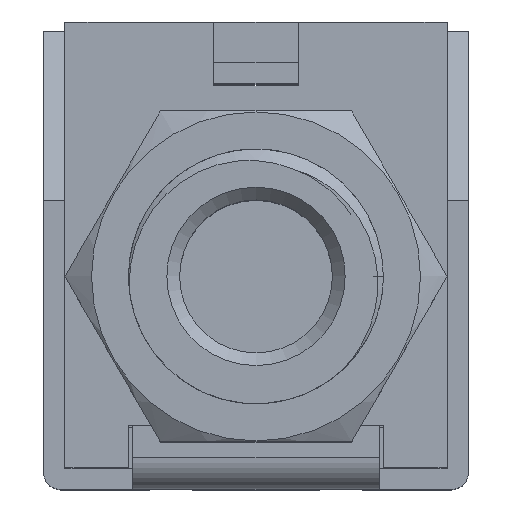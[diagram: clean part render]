
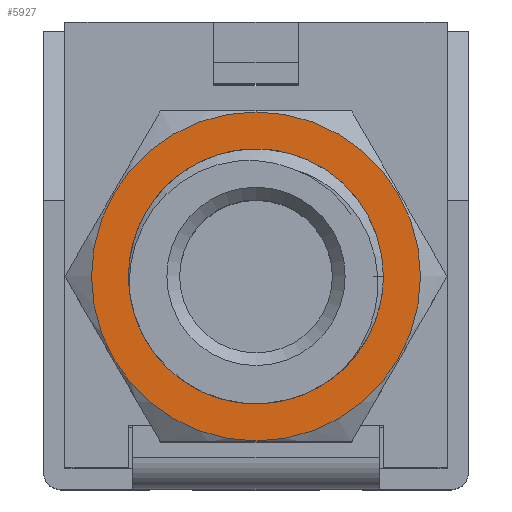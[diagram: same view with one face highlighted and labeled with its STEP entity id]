
A CAD part, top view. The second image highlights one B-rep face of the part: STEP entity #5927.
In plain terms, the highlighted planar face has unit normal (0, 0, 1).
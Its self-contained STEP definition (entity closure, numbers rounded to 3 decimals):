
#5619 = EDGE_CURVE('',#5620,#5620,#5622,.T.);
#5620 = VERTEX_POINT('',#5621);
#5621 = CARTESIAN_POINT('',(3.873,0.,14.));
#5622 = SURFACE_CURVE('',#5623,(#5628,#5640),.PCURVE_S1.);
#5623 = CIRCLE('',#5624,3.873);
#5624 = AXIS2_PLACEMENT_3D('',#5625,#5626,#5627);
#5625 = CARTESIAN_POINT('',(0.,0.,14.));
#5626 = DIRECTION('',(0.,0.,1.));
#5627 = DIRECTION('',(1.,0.,0.));
#5628 = PCURVE('',#5629,#5634);
#5629 = SPHERICAL_SURFACE('',#5630,8.);
#5630 = AXIS2_PLACEMENT_3D('',#5631,#5632,#5633);
#5631 = CARTESIAN_POINT('',(0.,0.,7.));
#5632 = DIRECTION('',(0.,0.,1.));
#5633 = DIRECTION('',(1.,0.,0.));
#5634 = DEFINITIONAL_REPRESENTATION('',(#5635),#5639);
#5635 = LINE('',#5636,#5637);
#5636 = CARTESIAN_POINT('',(0.,1.065));
#5637 = VECTOR('',#5638,1.);
#5638 = DIRECTION('',(1.,0.));
#5639 = ( GEOMETRIC_REPRESENTATION_CONTEXT(2) 
PARAMETRIC_REPRESENTATION_CONTEXT() REPRESENTATION_CONTEXT('2D SPACE',''
  ) );
#5640 = PCURVE('',#5641,#5646);
#5641 = PLANE('',#5642);
#5642 = AXIS2_PLACEMENT_3D('',#5643,#5644,#5645);
#5643 = CARTESIAN_POINT('',(0.,0.,14.));
#5644 = DIRECTION('',(0.,0.,1.));
#5645 = DIRECTION('',(1.,0.,0.));
#5646 = DEFINITIONAL_REPRESENTATION('',(#5647),#5651);
#5647 = CIRCLE('',#5648,3.873);
#5648 = AXIS2_PLACEMENT_2D('',#5649,#5650);
#5649 = CARTESIAN_POINT('',(0.,0.));
#5650 = DIRECTION('',(1.,0.));
#5651 = ( GEOMETRIC_REPRESENTATION_CONTEXT(2) 
PARAMETRIC_REPRESENTATION_CONTEXT() REPRESENTATION_CONTEXT('2D SPACE',''
  ) );
#5927 = ADVANCED_FACE('',(#5928,#5931),#5641,.T.);
#5928 = FACE_BOUND('',#5929,.T.);
#5929 = EDGE_LOOP('',(#5930));
#5930 = ORIENTED_EDGE('',*,*,#5619,.T.);
#5931 = FACE_BOUND('',#5932,.T.);
#5932 = EDGE_LOOP('',(#5933));
#5933 = ORIENTED_EDGE('',*,*,#5934,.F.);
#5934 = EDGE_CURVE('',#5935,#5935,#5937,.T.);
#5935 = VERTEX_POINT('',#5936);
#5936 = CARTESIAN_POINT('',(3.,0.,14.));
#5937 = SURFACE_CURVE('',#5938,(#5943,#5950),.PCURVE_S1.);
#5938 = CIRCLE('',#5939,3.);
#5939 = AXIS2_PLACEMENT_3D('',#5940,#5941,#5942);
#5940 = CARTESIAN_POINT('',(0.,0.,14.));
#5941 = DIRECTION('',(0.,0.,1.));
#5942 = DIRECTION('',(1.,0.,0.));
#5943 = PCURVE('',#5641,#5944);
#5944 = DEFINITIONAL_REPRESENTATION('',(#5945),#5949);
#5945 = CIRCLE('',#5946,3.);
#5946 = AXIS2_PLACEMENT_2D('',#5947,#5948);
#5947 = CARTESIAN_POINT('',(0.,0.));
#5948 = DIRECTION('',(1.,0.));
#5949 = ( GEOMETRIC_REPRESENTATION_CONTEXT(2) 
PARAMETRIC_REPRESENTATION_CONTEXT() REPRESENTATION_CONTEXT('2D SPACE',''
  ) );
#5950 = PCURVE('',#5951,#5956);
#5951 = CYLINDRICAL_SURFACE('',#5952,3.);
#5952 = AXIS2_PLACEMENT_3D('',#5953,#5954,#5955);
#5953 = CARTESIAN_POINT('',(0.,0.,12.));
#5954 = DIRECTION('',(-0.,-0.,-1.));
#5955 = DIRECTION('',(1.,0.,0.));
#5956 = DEFINITIONAL_REPRESENTATION('',(#5957),#5961);
#5957 = LINE('',#5958,#5959);
#5958 = CARTESIAN_POINT('',(-0.,-2.));
#5959 = VECTOR('',#5960,1.);
#5960 = DIRECTION('',(-1.,0.));
#5961 = ( GEOMETRIC_REPRESENTATION_CONTEXT(2) 
PARAMETRIC_REPRESENTATION_CONTEXT() REPRESENTATION_CONTEXT('2D SPACE',''
  ) );
